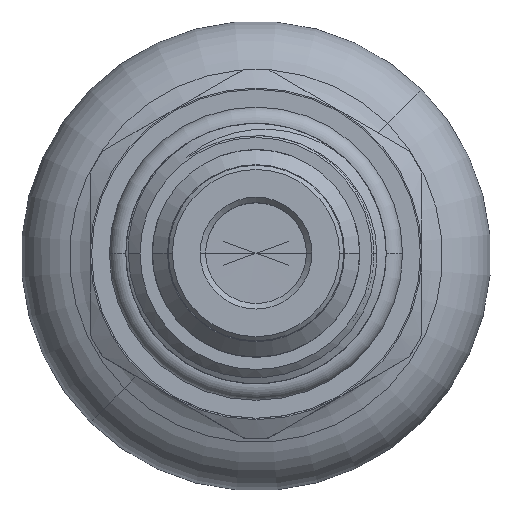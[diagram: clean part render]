
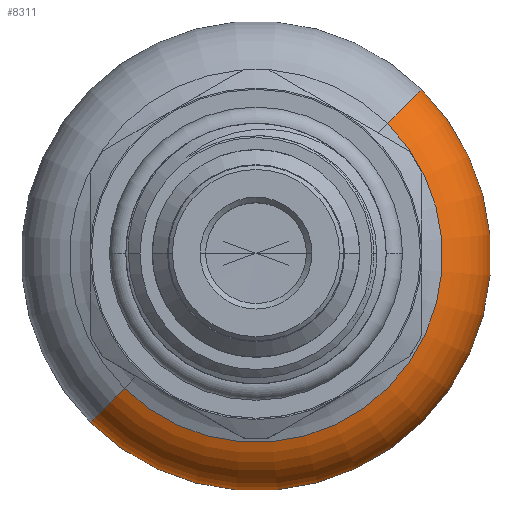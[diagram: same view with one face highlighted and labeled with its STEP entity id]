
A CAD part, top view. The second image highlights one B-rep face of the part: STEP entity #8311.
In plain terms, the highlighted toroidal (fillet/blend) face has major radius 12 mm and minor radius 5 mm.
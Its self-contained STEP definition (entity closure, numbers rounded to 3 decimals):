
#933 = AXIS2_PLACEMENT_3D ( 'NONE', #7635, #21326, #11524 ) ;
#1044 = ORIENTED_EDGE ( 'NONE', *, *, #7826, .F. ) ;
#1446 = AXIS2_PLACEMENT_3D ( 'NONE', #15244, #13170, #17206 ) ;
#1465 = EDGE_LOOP ( 'NONE', ( #19241, #19900, #1044, #23718 ) ) ;
#1737 = VERTEX_POINT ( 'NONE', #13557 ) ;
#2518 = CARTESIAN_POINT ( 'NONE',  ( 9.518, 9.574, -71.693 ) ) ;
#3623 = CIRCLE ( 'NONE', #18346, 14.541 ) ;
#4920 = DIRECTION ( 'NONE',  ( -0.705, -0.709, 0. ) ) ;
#4992 = EDGE_CURVE ( 'NONE', #10707, #1737, #18279, .T. ) ;
#5649 = CARTESIAN_POINT ( 'NONE',  ( -10.252, -10.312, -80.769 ) ) ;
#6734 = AXIS2_PLACEMENT_3D ( 'NONE', #11688, #17374, #21322 ) ;
#6820 = DIRECTION ( 'NONE',  ( 0., 0., 1. ) ) ;
#7562 = VERTEX_POINT ( 'NONE', #22460 ) ;
#7635 = CARTESIAN_POINT ( 'NONE',  ( -8.46, -8.51, -76.463 ) ) ;
#7826 = EDGE_CURVE ( 'NONE', #1737, #18162, #19947, .T. ) ;
#8311 = ADVANCED_FACE ( 'NONE', ( #14110 ), #21451, .T. ) ;
#10707 = VERTEX_POINT ( 'NONE', #5649 ) ;
#11524 = DIRECTION ( 'NONE',  ( -0.705, -0.709, 0. ) ) ;
#11688 = CARTESIAN_POINT ( 'NONE',  ( 0., 0., -71.693 ) ) ;
#13170 = DIRECTION ( 'NONE',  ( 0.709, -0.705, 0. ) ) ;
#13246 = DIRECTION ( 'NONE',  ( 0., 0., 1. ) ) ;
#13557 = CARTESIAN_POINT ( 'NONE',  ( -9.518, -9.574, -71.693 ) ) ;
#14110 = FACE_OUTER_BOUND ( 'NONE', #1465, .T. ) ;
#15004 = DIRECTION ( 'NONE',  ( -0.705, -0.709, 0. ) ) ;
#15045 = CARTESIAN_POINT ( 'NONE',  ( 0., 0., -76.463 ) ) ;
#15244 = CARTESIAN_POINT ( 'NONE',  ( 8.46, 8.51, -76.463 ) ) ;
#16055 = CIRCLE ( 'NONE', #1446, 5. ) ;
#16490 = AXIS2_PLACEMENT_3D ( 'NONE', #15045, #6820, #4920 ) ;
#17206 = DIRECTION ( 'NONE',  ( 0.705, 0.709, 0. ) ) ;
#17374 = DIRECTION ( 'NONE',  ( 0., 0., 1. ) ) ;
#18162 = VERTEX_POINT ( 'NONE', #2518 ) ;
#18279 = CIRCLE ( 'NONE', #933, 5. ) ;
#18346 = AXIS2_PLACEMENT_3D ( 'NONE', #23110, #13246, #15004 ) ;
#19241 = ORIENTED_EDGE ( 'NONE', *, *, #24613, .T. ) ;
#19900 = ORIENTED_EDGE ( 'NONE', *, *, #21663, .T. ) ;
#19947 = CIRCLE ( 'NONE', #6734, 13.5 ) ;
#21322 = DIRECTION ( 'NONE',  ( -0.705, -0.709, 0. ) ) ;
#21326 = DIRECTION ( 'NONE',  ( -0.709, 0.705, 0. ) ) ;
#21451 = TOROIDAL_SURFACE ( 'NONE', #16490, 12., 5. ) ;
#21663 = EDGE_CURVE ( 'NONE', #7562, #18162, #16055, .T. ) ;
#22460 = CARTESIAN_POINT ( 'NONE',  ( 10.252, 10.312, -80.769 ) ) ;
#23110 = CARTESIAN_POINT ( 'NONE',  ( 0., 0., -80.769 ) ) ;
#23718 = ORIENTED_EDGE ( 'NONE', *, *, #4992, .F. ) ;
#24613 = EDGE_CURVE ( 'NONE', #10707, #7562, #3623, .T. ) ;
